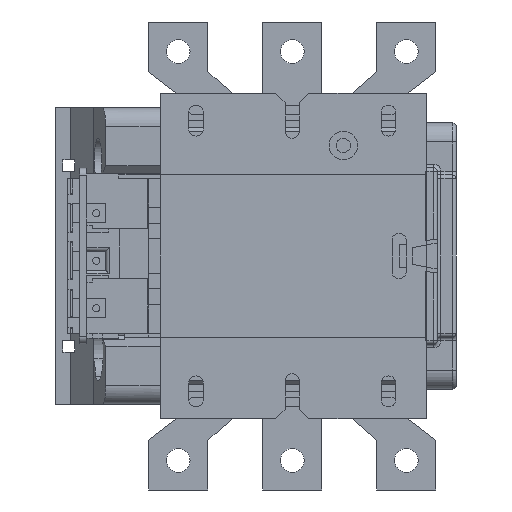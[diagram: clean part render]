
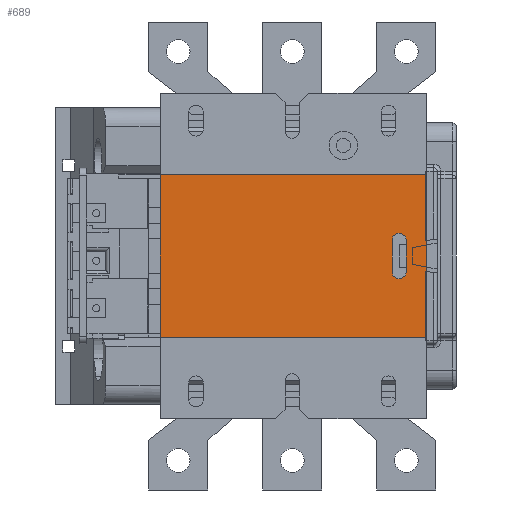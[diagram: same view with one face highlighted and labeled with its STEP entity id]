
A CAD part, left-side view. The second image highlights one B-rep face of the part: STEP entity #689.
In plain terms, the highlighted planar face has unit normal (-1, 0, 0).
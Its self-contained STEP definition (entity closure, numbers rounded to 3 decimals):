
#689 = ADVANCED_FACE ( 'NONE', ( #15228, #15232 ), #16977, .F. ) ;
#2170 = ORIENTED_EDGE ( 'NONE', *, *, #10195, .T. ) ;
#2225 = EDGE_LOOP ( 'NONE', ( #2170, #5647, #5648, #5649, #5650 ) ) ;
#2234 = EDGE_LOOP ( 'NONE', ( #5651, #5652, #5653, #5654 ) ) ;
#2715 = EDGE_CURVE ( 'NONE', #40214, #40221, #18762, .T. ) ;
#3044 = EDGE_CURVE ( 'NONE', #13725, #13727, #22972, .T. ) ;
#5647 = ORIENTED_EDGE ( 'NONE', *, *, #3044, .T. ) ;
#5648 = ORIENTED_EDGE ( 'NONE', *, *, #10176, .T. ) ;
#5649 = ORIENTED_EDGE ( 'NONE', *, *, #10179, .T. ) ;
#5650 = ORIENTED_EDGE ( 'NONE', *, *, #10192, .T. ) ;
#5651 = ORIENTED_EDGE ( 'NONE', *, *, #10144, .T. ) ;
#5652 = ORIENTED_EDGE ( 'NONE', *, *, #2715, .T. ) ;
#5653 = ORIENTED_EDGE ( 'NONE', *, *, #10204, .F. ) ;
#5654 = ORIENTED_EDGE ( 'NONE', *, *, #10237, .F. ) ;
#8862 = AXIS2_PLACEMENT_3D ( 'NONE', #16978, #16983, #16984 ) ;
#10144 = EDGE_CURVE ( 'NONE', #40006, #40214, #31050, .T. ) ;
#10176 = EDGE_CURVE ( 'NONE', #13727, #39755, #33404, .T. ) ;
#10179 = EDGE_CURVE ( 'NONE', #39755, #39756, #33402, .T. ) ;
#10192 = EDGE_CURVE ( 'NONE', #39756, #39754, #33423, .T. ) ;
#10195 = EDGE_CURVE ( 'NONE', #39754, #13725, #33421, .T. ) ;
#10204 = EDGE_CURVE ( 'NONE', #40007, #40221, #33436, .T. ) ;
#10237 = EDGE_CURVE ( 'NONE', #40006, #40007, #33478, .T. ) ;
#13725 = VERTEX_POINT ( 'NONE', #37727 ) ;
#13727 = VERTEX_POINT ( 'NONE', #37728 ) ;
#15228 = FACE_BOUND ( 'NONE', #2225, .T. ) ;
#15232 = FACE_OUTER_BOUND ( 'NONE', #2234, .T. ) ;
#16977 = PLANE ( 'NONE',  #8862 ) ;
#16978 = CARTESIAN_POINT ( 'NONE',  ( -180.5, 60.5, 34.1 ) ) ;
#16983 = DIRECTION ( 'NONE',  ( 1., 0., 0. ) ) ;
#16984 = DIRECTION ( 'NONE',  ( 0., 0., -1. ) ) ;
#18762 = LINE ( 'NONE', #21640, #18763 ) ;
#18763 = VECTOR ( 'NONE', #21641, 1000. ) ;
#20785 = AXIS2_PLACEMENT_3D ( 'NONE', #22359, #22361, #22362 ) ;
#21403 = AXIS2_PLACEMENT_3D ( 'NONE', #32658, #32671, #32672 ) ;
#21405 = AXIS2_PLACEMENT_3D ( 'NONE', #32689, #32693, #32694 ) ;
#21640 = CARTESIAN_POINT ( 'NONE',  ( -180.5, -56.5, 34.1 ) ) ;
#21641 = DIRECTION ( 'NONE',  ( 0., 0., 1. ) ) ;
#22359 = CARTESIAN_POINT ( 'NONE',  ( -180.5, -45., 6.5 ) ) ;
#22361 = DIRECTION ( 'NONE',  ( 1., 0., 0. ) ) ;
#22362 = DIRECTION ( 'NONE',  ( 0., 0., -1. ) ) ;
#22972 = CIRCLE ( 'NONE', #20785, 3. ) ;
#31050 = LINE ( 'NONE', #32630, #31051 ) ;
#31051 = VECTOR ( 'NONE', #32631, 1000. ) ;
#32630 = CARTESIAN_POINT ( 'NONE',  ( -180.5, 60.5, -34.1 ) ) ;
#32631 = DIRECTION ( 'NONE',  ( 0., -1., 0. ) ) ;
#32658 = CARTESIAN_POINT ( 'NONE',  ( -180.5, -45., 6.5 ) ) ;
#32671 = DIRECTION ( 'NONE',  ( 1., 0., 0. ) ) ;
#32672 = DIRECTION ( 'NONE',  ( 0., 0., -1. ) ) ;
#32675 = CARTESIAN_POINT ( 'NONE',  ( -180.5, -48., 34.1 ) ) ;
#32676 = DIRECTION ( 'NONE',  ( 0., 0., -1. ) ) ;
#32689 = CARTESIAN_POINT ( 'NONE',  ( -180.5, -45., -6.5 ) ) ;
#32693 = DIRECTION ( 'NONE',  ( 1., 0., 0. ) ) ;
#32694 = DIRECTION ( 'NONE',  ( 0., 0., -1. ) ) ;
#32698 = CARTESIAN_POINT ( 'NONE',  ( -180.5, -42., 34.1 ) ) ;
#32699 = DIRECTION ( 'NONE',  ( 0., 0., 1. ) ) ;
#32710 = CARTESIAN_POINT ( 'NONE',  ( -180.5, 60.5, 34.1 ) ) ;
#32711 = DIRECTION ( 'NONE',  ( 0., -1., 0. ) ) ;
#32752 = CARTESIAN_POINT ( 'NONE',  ( -180.5, 55.5, 68.5 ) ) ;
#32753 = DIRECTION ( 'NONE',  ( 0., 0., 1. ) ) ;
#33402 = LINE ( 'NONE', #32675, #33403 ) ;
#33403 = VECTOR ( 'NONE', #32676, 1000. ) ;
#33404 = CIRCLE ( 'NONE', #21403, 3. ) ;
#33421 = LINE ( 'NONE', #32698, #33422 ) ;
#33422 = VECTOR ( 'NONE', #32699, 1000. ) ;
#33423 = CIRCLE ( 'NONE', #21405, 3. ) ;
#33436 = LINE ( 'NONE', #32710, #33437 ) ;
#33437 = VECTOR ( 'NONE', #32711, 1000. ) ;
#33478 = LINE ( 'NONE', #32752, #33479 ) ;
#33479 = VECTOR ( 'NONE', #32753, 1000. ) ;
#37727 = CARTESIAN_POINT ( 'NONE',  ( -180.5, -42., 6.5 ) ) ;
#37728 = CARTESIAN_POINT ( 'NONE',  ( -180.5, -45., 9.5 ) ) ;
#38192 = CARTESIAN_POINT ( 'NONE',  ( -180.5, -42., -6.5 ) ) ;
#38193 = CARTESIAN_POINT ( 'NONE',  ( -180.5, -48., 6.5 ) ) ;
#38194 = CARTESIAN_POINT ( 'NONE',  ( -180.5, -48., -6.5 ) ) ;
#38444 = CARTESIAN_POINT ( 'NONE',  ( -180.5, 55.5, -34.1 ) ) ;
#38445 = CARTESIAN_POINT ( 'NONE',  ( -180.5, 55.5, 34.1 ) ) ;
#38652 = CARTESIAN_POINT ( 'NONE',  ( -180.5, -56.5, -34.1 ) ) ;
#38659 = CARTESIAN_POINT ( 'NONE',  ( -180.5, -56.5, 34.1 ) ) ;
#39754 = VERTEX_POINT ( 'NONE', #38192 ) ;
#39755 = VERTEX_POINT ( 'NONE', #38193 ) ;
#39756 = VERTEX_POINT ( 'NONE', #38194 ) ;
#40006 = VERTEX_POINT ( 'NONE', #38444 ) ;
#40007 = VERTEX_POINT ( 'NONE', #38445 ) ;
#40214 = VERTEX_POINT ( 'NONE', #38652 ) ;
#40221 = VERTEX_POINT ( 'NONE', #38659 ) ;
